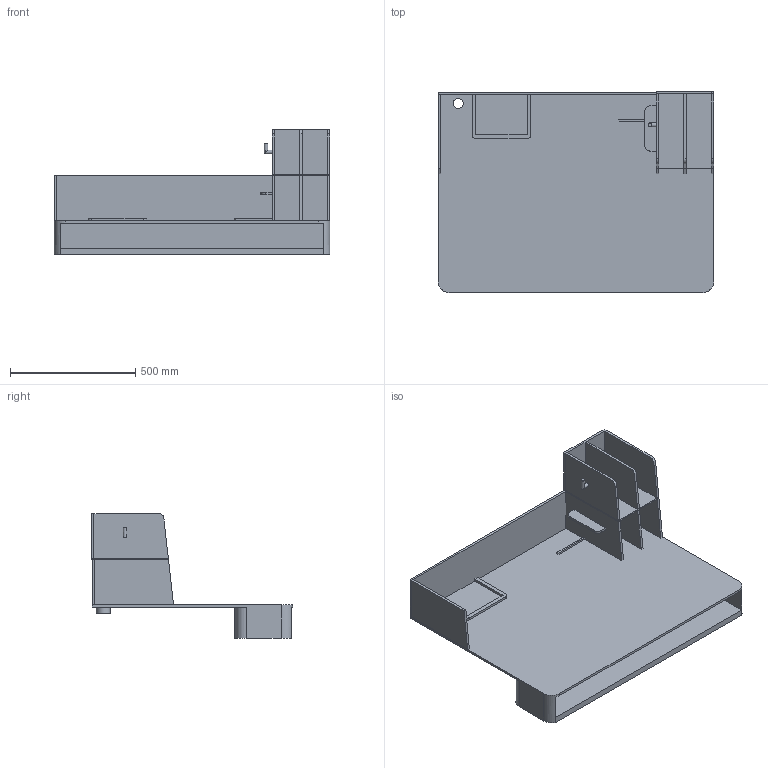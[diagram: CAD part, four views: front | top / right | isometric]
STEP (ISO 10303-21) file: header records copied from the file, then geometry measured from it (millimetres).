
FILE_DESCRIPTION(/* description */ ('STEP AP242','CAx-IF Rec.Pracs.---Representation and Presentation of Product Manufacturing Information (PMI)---4.0---2014-10-13','CAx-IF Rec.Pracs.---3D Tessellated Geometry---0.4---2014-09-14','2;1'),/* implementation_level */ '2;1');
FILE_NAME(/* name */ '6682e63b1b982b4b9b775743',/* time_stamp */ '2024-07-01T17:24:12Z',/* author */ (''),/* organization */ (''),/* preprocessor_version */ 'ST-DEVELOPER v20',/* originating_system */ ' ',/* authorisation */ ' ');
FILE_SCHEMA (('AP242_MANAGED_MODEL_BASED_3D_ENGINEERING_MIM_LF { 1 0 10303 442 1 1 4 }'));
Length unit declared in the file: metre
Products named in the file (17): Part 13; Part 1; Part 2; Part 3; Part 4; Part 5; Part 6; Part 7; Part 8; Part 9; Part 10; Part 11; Part 12; Part 14; Part 15; Part 16; Part 17
Bounding box: 1100 x 802.28 x 498.81 mm (x, y, z)
Volume: 25250577.9 mm3; surface area: 4120626.1 mm2
Topology: 17 solids, 17 shells, 124 faces, 266 edges, 178 vertices
Faces by surface type: plane 108, cylinder 16
Full cylindrical faces by diameter (mm): 15 x1, 15.081 x2, 40 x1, 55 x1
Entity records: 3712 total; most frequent: DIRECTION 577, CARTESIAN_POINT 576, ORIENTED_EDGE 518, EDGE_CURVE 259, LINE 223, VECTOR 223, AXIS2_PLACEMENT_3D 177, VERTEX_POINT 176
